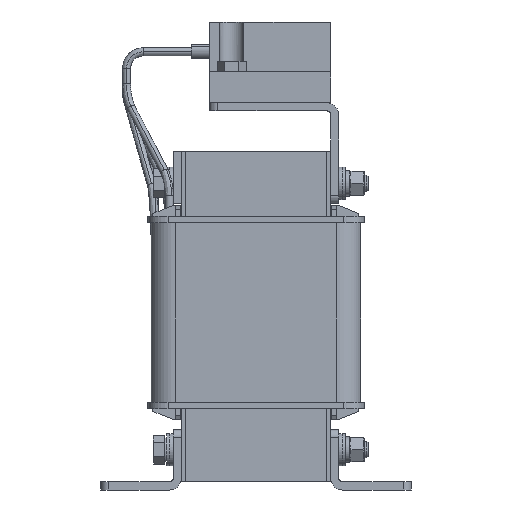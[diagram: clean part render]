
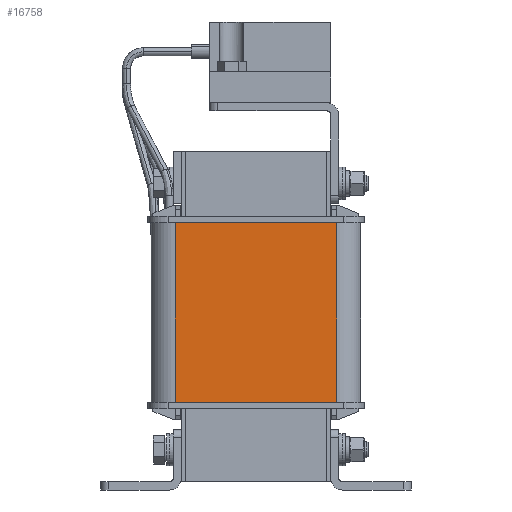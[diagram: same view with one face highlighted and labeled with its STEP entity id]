
A CAD part, left-side view. The second image highlights one B-rep face of the part: STEP entity #16758.
In plain terms, the highlighted planar face has unit normal (-1, 0, 0).
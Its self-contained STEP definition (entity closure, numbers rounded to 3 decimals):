
#9063 = CARTESIAN_POINT ( 'NONE',  ( -46.523, -38.483, 66.25 ) ) ;
#10131 = VERTEX_POINT ( 'NONE', #10809 ) ;
#10809 = CARTESIAN_POINT ( 'NONE',  ( -46.523, -58.478, 21.75 ) ) ;
#16758 = ADVANCED_FACE ( 'NONE', ( #80099 ), #78290, .T. ) ;
#16813 = VECTOR ( 'NONE', #25666, 1000. ) ;
#17067 = CARTESIAN_POINT ( 'NONE',  ( -46.523, -18.488, 66.25 ) ) ;
#19083 = EDGE_CURVE ( 'NONE', #49548, #30008, #58962, .T. ) ;
#25666 = DIRECTION ( 'NONE',  ( 0., -1., 0. ) ) ;
#27383 = ORIENTED_EDGE ( 'NONE', *, *, #74768, .T. ) ;
#27431 = ORIENTED_EDGE ( 'NONE', *, *, #77357, .F. ) ;
#30008 = VERTEX_POINT ( 'NONE', #32277 ) ;
#32277 = CARTESIAN_POINT ( 'NONE',  ( -46.523, -18.488, 21.75 ) ) ;
#35114 = VECTOR ( 'NONE', #58202, 1000. ) ;
#35155 = DIRECTION ( 'NONE',  ( -1., 0., 0. ) ) ;
#39434 = LINE ( 'NONE', #9063, #75772 ) ;
#45386 = DIRECTION ( 'NONE',  ( 0., -1., 0. ) ) ;
#49548 = VERTEX_POINT ( 'NONE', #17067 ) ;
#53578 = ORIENTED_EDGE ( 'NONE', *, *, #67273, .F. ) ;
#54627 = LINE ( 'NONE', #59805, #93282 ) ;
#58202 = DIRECTION ( 'NONE',  ( 0., 0., -1. ) ) ;
#58962 = LINE ( 'NONE', #79808, #35114 ) ;
#59805 = CARTESIAN_POINT ( 'NONE',  ( -46.523, -58.478, 21.75 ) ) ;
#60121 = DIRECTION ( 'NONE',  ( 0., 0., -1. ) ) ;
#61919 = CARTESIAN_POINT ( 'NONE',  ( -46.523, -58.478, 66.25 ) ) ;
#62571 = AXIS2_PLACEMENT_3D ( 'NONE', #78616, #35155, #85982 ) ;
#67273 = EDGE_CURVE ( 'NONE', #49548, #83378, #39434, .T. ) ;
#74768 = EDGE_CURVE ( 'NONE', #30008, #10131, #94211, .T. ) ;
#75772 = VECTOR ( 'NONE', #45386, 1000. ) ;
#76841 = EDGE_LOOP ( 'NONE', ( #27383, #27431, #53578, #85916 ) ) ;
#77357 = EDGE_CURVE ( 'NONE', #83378, #10131, #54627, .T. ) ;
#78290 = PLANE ( 'NONE',  #62571 ) ;
#78616 = CARTESIAN_POINT ( 'NONE',  ( -46.523, -58.478, 21.75 ) ) ;
#79808 = CARTESIAN_POINT ( 'NONE',  ( -46.523, -18.488, 21.75 ) ) ;
#80099 = FACE_OUTER_BOUND ( 'NONE', #76841, .T. ) ;
#83378 = VERTEX_POINT ( 'NONE', #61919 ) ;
#83844 = CARTESIAN_POINT ( 'NONE',  ( -46.523, -38.483, 21.75 ) ) ;
#85916 = ORIENTED_EDGE ( 'NONE', *, *, #19083, .T. ) ;
#85982 = DIRECTION ( 'NONE',  ( 0., 0., 1. ) ) ;
#93282 = VECTOR ( 'NONE', #60121, 1000. ) ;
#94211 = LINE ( 'NONE', #83844, #16813 ) ;
